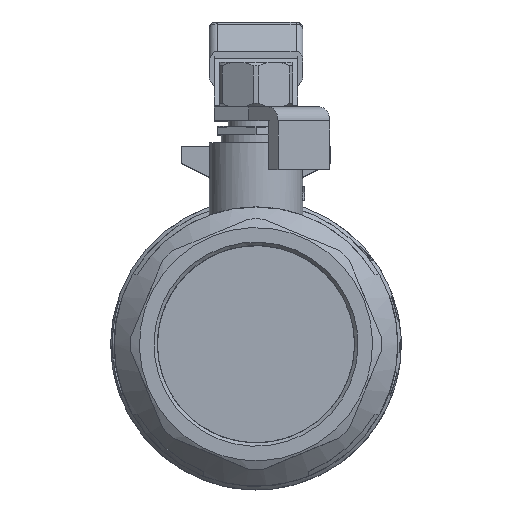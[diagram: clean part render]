
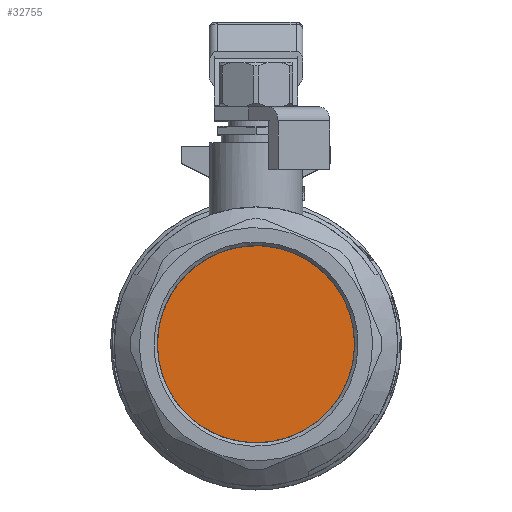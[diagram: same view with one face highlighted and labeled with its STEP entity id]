
A CAD part, top view. The second image highlights one B-rep face of the part: STEP entity #32755.
In plain terms, the highlighted planar face has unit normal (0, 0, -1).
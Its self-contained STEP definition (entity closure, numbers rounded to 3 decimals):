
#1131=PLANE('',#36026);
#12536=ORIENTED_EDGE('',*,*,#16846,.F.);
#12537=ORIENTED_EDGE('',*,*,#16845,.T.);
#16845=EDGE_CURVE('',#19535,#19535,#20169,.T.);
#16846=EDGE_CURVE('',#19536,#19536,#20170,.T.);
#19535=VERTEX_POINT('',#55025);
#19536=VERTEX_POINT('',#55028);
#20169=CIRCLE('',#36025,28.328);
#20170=CIRCLE('',#36027,28.329);
#21533=EDGE_LOOP('',(#12536));
#21534=EDGE_LOOP('',(#12537));
#23029=FACE_BOUND('',#21533,.T.);
#23030=FACE_BOUND('',#21534,.T.);
#32755=ADVANCED_FACE('',(#23029,#23030),#1131,.F.);
#36025=AXIS2_PLACEMENT_3D('',#55024,#43651,#43652);
#36026=AXIS2_PLACEMENT_3D('',#55026,#43653,#43654);
#36027=AXIS2_PLACEMENT_3D('',#55027,#43655,#43656);
#43651=DIRECTION('',(0.,0.,1.));
#43652=DIRECTION('',(1.,0.,0.));
#43653=DIRECTION('',(0.,0.,1.));
#43654=DIRECTION('',(1.,0.,0.));
#43655=DIRECTION('',(0.,0.,1.));
#43656=DIRECTION('',(0.707,0.707,0.));
#55024=CARTESIAN_POINT('',(0.,0.,4.5));
#55025=CARTESIAN_POINT('',(28.328,0.,4.5));
#55026=CARTESIAN_POINT('',(12.844,28.759,4.5));
#55027=CARTESIAN_POINT('',(0.,0.,4.5));
#55028=CARTESIAN_POINT('',(20.032,20.032,4.5));
